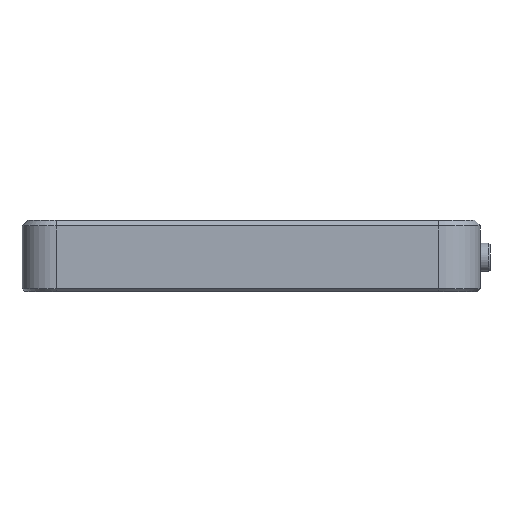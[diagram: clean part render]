
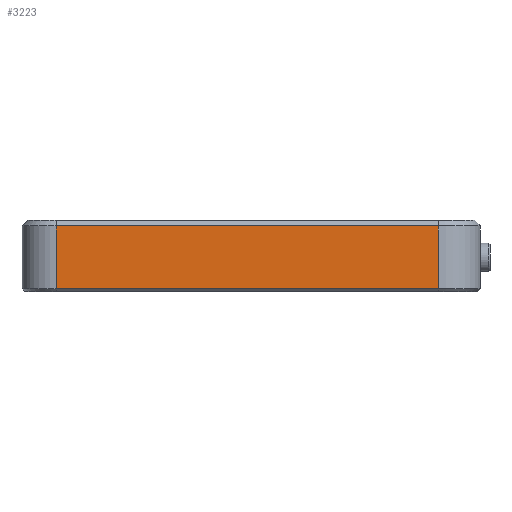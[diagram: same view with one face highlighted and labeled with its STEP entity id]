
A CAD part, left-side view. The second image highlights one B-rep face of the part: STEP entity #3223.
In plain terms, the highlighted planar face has unit normal (-1, 0, 0).
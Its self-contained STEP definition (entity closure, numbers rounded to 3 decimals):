
#337=FACE_OUTER_BOUND('',#531,.T.);
#531=EDGE_LOOP('',(#2188,#2189,#2190,#2191));
#748=LINE('',#4698,#1059);
#757=LINE('',#4728,#1068);
#759=LINE('',#4734,#1070);
#760=LINE('',#4735,#1071);
#1059=VECTOR('',#3747,10.);
#1068=VECTOR('',#3780,10.);
#1070=VECTOR('',#3786,10.);
#1071=VECTOR('',#3787,10.);
#1367=VERTEX_POINT('',#4688);
#1369=VERTEX_POINT('',#4694);
#1379=VERTEX_POINT('',#4727);
#1381=VERTEX_POINT('',#4733);
#1672=EDGE_CURVE('',#1367,#1369,#748,.T.);
#1687=EDGE_CURVE('',#1369,#1379,#757,.T.);
#1690=EDGE_CURVE('',#1381,#1367,#759,.T.);
#1691=EDGE_CURVE('',#1379,#1381,#760,.T.);
#2188=ORIENTED_EDGE('',*,*,#1672,.F.);
#2189=ORIENTED_EDGE('',*,*,#1690,.F.);
#2190=ORIENTED_EDGE('',*,*,#1691,.F.);
#2191=ORIENTED_EDGE('',*,*,#1687,.F.);
#3134=PLANE('',#3428);
#3223=ADVANCED_FACE('',(#337),#3134,.F.);
#3428=AXIS2_PLACEMENT_3D('',#4732,#3784,#3785);
#3747=DIRECTION('',(0.,-1.,0.));
#3780=DIRECTION('',(0.,0.,-1.));
#3784=DIRECTION('center_axis',(1.,0.,0.));
#3785=DIRECTION('ref_axis',(0.,0.,-1.));
#3786=DIRECTION('',(0.,0.,1.));
#3787=DIRECTION('',(0.,1.,0.));
#4688=CARTESIAN_POINT('',(-39.2,30.2,32.));
#4694=CARTESIAN_POINT('',(-39.2,-36.549,32.));
#4698=CARTESIAN_POINT('',(-39.2,-43.149,32.));
#4727=CARTESIAN_POINT('',(-39.2,-36.549,21.));
#4728=CARTESIAN_POINT('',(-39.2,-36.549,32.5));
#4732=CARTESIAN_POINT('Origin',(-39.2,-42.549,33.));
#4733=CARTESIAN_POINT('',(-39.2,30.2,21.));
#4734=CARTESIAN_POINT('',(-39.2,30.2,33.));
#4735=CARTESIAN_POINT('',(-39.2,-23.187,21.));
